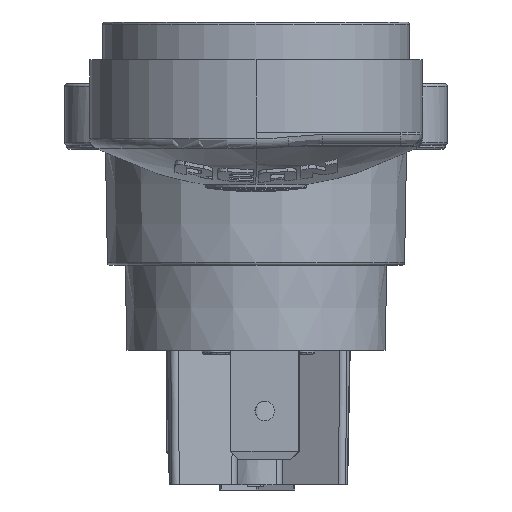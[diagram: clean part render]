
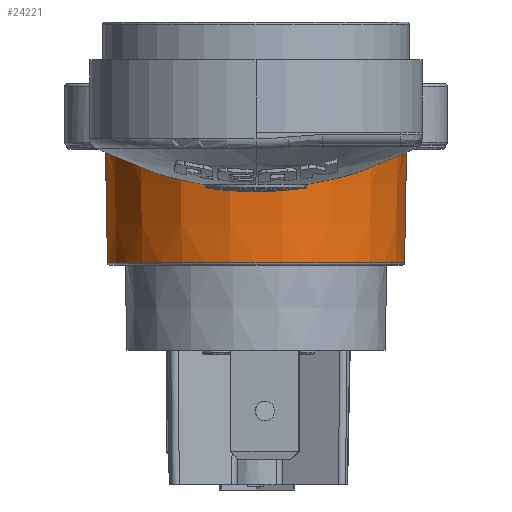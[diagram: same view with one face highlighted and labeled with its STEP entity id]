
A CAD part, front view. The second image highlights one B-rep face of the part: STEP entity #24221.
In plain terms, the highlighted conical face has half-angle 1 degrees and reference radius 13.849 mm.
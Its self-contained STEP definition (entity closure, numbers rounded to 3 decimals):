
#3370=CARTESIAN_POINT('',(-13.896,-56.919,
0.898));
#3371=DIRECTION('',(0.,0.,1.));
#3372=DIRECTION('',(-1.,0.,0.));
#3373=AXIS2_PLACEMENT_3D('',#3370,#3371,#3372);
#3375=DIRECTION('',(-0.017,0.,-1.));
#3376=VECTOR('',#3375,10.905);
#3377=CARTESIAN_POINT('',(0.048,-56.919,
0.898));
#3378=LINE('',#3377,#3376);
#3379=CARTESIAN_POINT('',(-13.896,-56.919,
-10.006));
#3380=DIRECTION('',(0.,0.,-1.));
#3381=DIRECTION('',(1.,0.,0.));
#3382=AXIS2_PLACEMENT_3D('',#3379,#3380,#3381);
#3389=DIRECTION('',(0.017,0.,-1.));
#3390=VECTOR('',#3389,10.905);
#3391=CARTESIAN_POINT('',(-27.84,-56.919,
0.898));
#3392=LINE('',#3391,#3390);
#20670=CARTESIAN_POINT('',(-27.65,-56.919,
-10.006));
#20672=VERTEX_POINT('',#20670);
#20676=CARTESIAN_POINT('',(-0.142,-56.919,
-10.006));
#20677=VERTEX_POINT('',#20676);
#21371=CARTESIAN_POINT('',(-27.84,-56.919,
0.898));
#21372=CARTESIAN_POINT('',(0.048,-56.919,
0.898));
#21373=VERTEX_POINT('',#21371);
#21374=VERTEX_POINT('',#21372);
#24207=CARTESIAN_POINT('',(-13.896,-56.919,
-4.554));
#24208=DIRECTION('',(0.,0.,1.));
#24209=DIRECTION('',(1.,0.,0.));
#24210=AXIS2_PLACEMENT_3D('',#24207,#24208,#24209);
#24211=CONICAL_SURFACE('',#24210,13.849,1.);
#24212=ORIENTED_EDGE('',*,*,#24188,.T.);
#24214=ORIENTED_EDGE('',*,*,#24213,.T.);
#24216=ORIENTED_EDGE('',*,*,#24215,.T.);
#24218=ORIENTED_EDGE('',*,*,#24217,.F.);
#24219=EDGE_LOOP('',(#24212,#24214,#24216,#24218));
#24220=FACE_OUTER_BOUND('',#24219,.F.);
#24221=ADVANCED_FACE('',(#24220),#24211,.T.);
#3374=CIRCLE('',#3373,13.944);
#3383=CIRCLE('',#3382,13.754);
#24188=EDGE_CURVE('',#21373,#21374,#3374,.T.);
#24213=EDGE_CURVE('',#21374,#20677,#3378,.T.);
#24215=EDGE_CURVE('',#20677,#20672,#3383,.T.);
#24217=EDGE_CURVE('',#21373,#20672,#3392,.T.);
